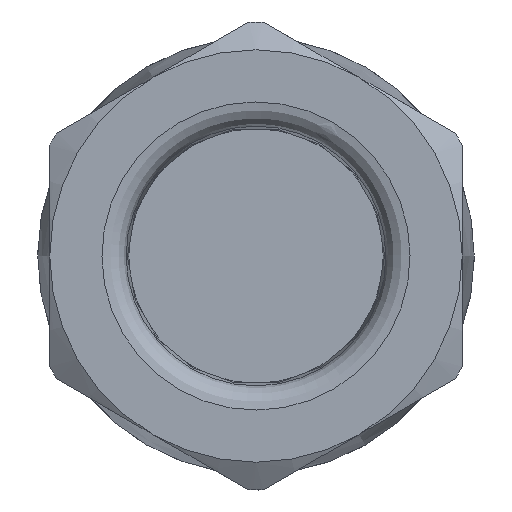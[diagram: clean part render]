
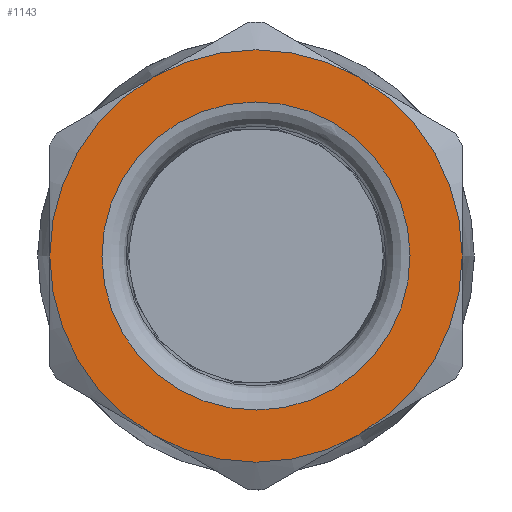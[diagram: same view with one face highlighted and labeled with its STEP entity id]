
A CAD part, left-side view. The second image highlights one B-rep face of the part: STEP entity #1143.
In plain terms, the highlighted planar face has unit normal (-1, 0, 0).
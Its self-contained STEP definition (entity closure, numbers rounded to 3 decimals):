
#802=B_SPLINE_CURVE_WITH_KNOTS('',3,(#4722,#4723,#4724,#4725),
 .UNSPECIFIED.,.F.,.F.,(4,4),(0.,1.),.UNSPECIFIED.);
#807=B_SPLINE_CURVE_WITH_KNOTS('',3,(#4787,#4788,#4789,#4790),
 .UNSPECIFIED.,.F.,.F.,(4,4),(0.,1.),.UNSPECIFIED.);
#812=B_SPLINE_CURVE_WITH_KNOTS('',3,(#4828,#4829,#4830,#4831),
 .UNSPECIFIED.,.F.,.F.,(4,4),(0.,1.),.UNSPECIFIED.);
#818=B_SPLINE_CURVE_WITH_KNOTS('',3,(#4898,#4899,#4900,#4901),
 .UNSPECIFIED.,.F.,.F.,(4,4),(0.,1.),.UNSPECIFIED.);
#820=B_SPLINE_CURVE_WITH_KNOTS('',3,(#4929,#4930,#4931,#4932),
 .UNSPECIFIED.,.F.,.F.,(4,4),(0.,1.),.UNSPECIFIED.);
#822=B_SPLINE_CURVE_WITH_KNOTS('',3,(#4958,#4959,#4960,#4961),
 .UNSPECIFIED.,.F.,.F.,(4,4),(0.,1.),.UNSPECIFIED.);
#1143=ADVANCED_FACE('',(#1283,#1284),#1208,.T.);
#1208=PLANE('',#2669);
#1283=FACE_BOUND('',#1424,.T.);
#1284=FACE_BOUND('',#1425,.T.);
#1424=EDGE_LOOP('',(#1902));
#1425=EDGE_LOOP('',(#1903,#1904,#1905,#1906,#1907,#1908,#1909,#1910,#1911,
#1912,#1913,#1914));
#1902=ORIENTED_EDGE('',*,*,#2345,.T.);
#1903=ORIENTED_EDGE('',*,*,#2396,.T.);
#1904=ORIENTED_EDGE('',*,*,#2394,.F.);
#1905=ORIENTED_EDGE('',*,*,#2348,.T.);
#1906=ORIENTED_EDGE('',*,*,#2362,.F.);
#1907=ORIENTED_EDGE('',*,*,#2363,.T.);
#1908=ORIENTED_EDGE('',*,*,#2372,.F.);
#1909=ORIENTED_EDGE('',*,*,#2397,.T.);
#1910=ORIENTED_EDGE('',*,*,#2398,.F.);
#1911=ORIENTED_EDGE('',*,*,#2399,.T.);
#1912=ORIENTED_EDGE('',*,*,#2378,.F.);
#1913=ORIENTED_EDGE('',*,*,#2380,.T.);
#1914=ORIENTED_EDGE('',*,*,#2389,.F.);
#2110=VERTEX_POINT('',#4605);
#2113=VERTEX_POINT('',#4647);
#2114=VERTEX_POINT('',#4648);
#2123=VERTEX_POINT('',#4721);
#2124=VERTEX_POINT('',#4728);
#2129=VERTEX_POINT('',#4786);
#2132=VERTEX_POINT('',#4827);
#2133=VERTEX_POINT('',#4832);
#2134=VERTEX_POINT('',#4839);
#2139=VERTEX_POINT('',#4897);
#2142=VERTEX_POINT('',#4933);
#2143=VERTEX_POINT('',#4957);
#2144=VERTEX_POINT('',#4962);
#2345=EDGE_CURVE('',#2110,#2110,#2475,.T.);
#2348=EDGE_CURVE('',#2113,#2114,#2478,.T.);
#2362=EDGE_CURVE('',#2123,#2114,#802,.T.);
#2363=EDGE_CURVE('',#2123,#2124,#2483,.T.);
#2372=EDGE_CURVE('',#2129,#2124,#807,.T.);
#2378=EDGE_CURVE('',#2132,#2133,#812,.T.);
#2380=EDGE_CURVE('',#2132,#2134,#2486,.T.);
#2389=EDGE_CURVE('',#2139,#2134,#818,.T.);
#2394=EDGE_CURVE('',#2113,#2142,#820,.T.);
#2396=EDGE_CURVE('',#2139,#2142,#2491,.T.);
#2397=EDGE_CURVE('',#2129,#2143,#2492,.T.);
#2398=EDGE_CURVE('',#2144,#2143,#822,.T.);
#2399=EDGE_CURVE('',#2144,#2133,#2493,.T.);
#2475=CIRCLE('',#2640,6.354);
#2478=CIRCLE('',#2644,8.502);
#2483=CIRCLE('',#2651,8.502);
#2486=CIRCLE('',#2657,8.502);
#2491=CIRCLE('',#2666,8.502);
#2492=CIRCLE('',#2667,8.502);
#2493=CIRCLE('',#2668,8.502);
#2640=AXIS2_PLACEMENT_3D('',#4604,#3059,#3060);
#2644=AXIS2_PLACEMENT_3D('',#4646,#3067,#3068);
#2651=AXIS2_PLACEMENT_3D('',#4727,#3084,#3085);
#2657=AXIS2_PLACEMENT_3D('',#4838,#3099,#3100);
#2666=AXIS2_PLACEMENT_3D('',#4939,#3120,#3121);
#2667=AXIS2_PLACEMENT_3D('',#4956,#3122,#3123);
#2668=AXIS2_PLACEMENT_3D('',#4963,#3124,#3125);
#2669=AXIS2_PLACEMENT_3D('',#4964,#3126,#3127);
#3059=DIRECTION('',(1.,0.,0.));
#3060=DIRECTION('',(0.,-0.496,0.868));
#3067=DIRECTION('',(-1.,0.,0.));
#3068=DIRECTION('',(0.,0.504,0.864));
#3084=DIRECTION('',(-1.,0.,0.));
#3085=DIRECTION('',(0.,1.,-0.005));
#3099=DIRECTION('',(-1.,0.,0.));
#3100=DIRECTION('',(0.,-1.,0.005));
#3120=DIRECTION('',(-1.,0.,0.));
#3121=DIRECTION('',(0.,-0.496,0.868));
#3122=DIRECTION('',(-1.,0.,0.));
#3123=DIRECTION('',(0.,0.496,-0.868));
#3124=DIRECTION('',(-1.,0.,0.));
#3125=DIRECTION('',(0.,-0.504,-0.864));
#3126=DIRECTION('',(-1.,0.,0.));
#3127=DIRECTION('',(0.,0.868,0.496));
#4604=CARTESIAN_POINT('',(-58.45,0.,0.));
#4605=CARTESIAN_POINT('',(-58.45,-3.15,5.518));
#4646=CARTESIAN_POINT('',(-58.45,0.,0.));
#4647=CARTESIAN_POINT('',(-58.45,4.287,7.342));
#4648=CARTESIAN_POINT('',(-58.45,8.502,0.041));
#4721=CARTESIAN_POINT('',(-58.45,8.502,-0.041));
#4722=CARTESIAN_POINT('',(-58.45,8.502,-0.041));
#4723=CARTESIAN_POINT('',(-58.45,8.502,-0.014));
#4724=CARTESIAN_POINT('',(-58.45,8.502,0.014));
#4725=CARTESIAN_POINT('',(-58.45,8.502,0.041));
#4727=CARTESIAN_POINT('',(-58.45,0.,0.));
#4728=CARTESIAN_POINT('',(-58.45,4.287,-7.342));
#4786=CARTESIAN_POINT('',(-58.45,4.215,-7.384));
#4787=CARTESIAN_POINT('',(-58.45,4.215,-7.384));
#4788=CARTESIAN_POINT('',(-58.45,4.239,-7.37));
#4789=CARTESIAN_POINT('',(-58.45,4.263,-7.356));
#4790=CARTESIAN_POINT('',(-58.45,4.287,-7.342));
#4827=CARTESIAN_POINT('',(-58.45,-8.502,0.041));
#4828=CARTESIAN_POINT('',(-58.45,-8.502,0.041));
#4829=CARTESIAN_POINT('',(-58.45,-8.502,0.014));
#4830=CARTESIAN_POINT('',(-58.45,-8.502,-0.014));
#4831=CARTESIAN_POINT('',(-58.45,-8.502,-0.041));
#4832=CARTESIAN_POINT('',(-58.45,-8.502,-0.041));
#4838=CARTESIAN_POINT('',(-58.45,0.,0.));
#4839=CARTESIAN_POINT('',(-58.45,-4.287,7.342));
#4897=CARTESIAN_POINT('',(-58.45,-4.215,7.384));
#4898=CARTESIAN_POINT('',(-58.45,-4.215,7.384));
#4899=CARTESIAN_POINT('',(-58.45,-4.239,7.37));
#4900=CARTESIAN_POINT('',(-58.45,-4.263,7.356));
#4901=CARTESIAN_POINT('',(-58.45,-4.287,7.342));
#4929=CARTESIAN_POINT('',(-58.45,4.287,7.342));
#4930=CARTESIAN_POINT('',(-58.45,4.263,7.356));
#4931=CARTESIAN_POINT('',(-58.45,4.239,7.37));
#4932=CARTESIAN_POINT('',(-58.45,4.215,7.384));
#4933=CARTESIAN_POINT('',(-58.45,4.215,7.384));
#4939=CARTESIAN_POINT('',(-58.45,0.,0.));
#4956=CARTESIAN_POINT('',(-58.45,0.,0.));
#4957=CARTESIAN_POINT('',(-58.45,-4.215,-7.384));
#4958=CARTESIAN_POINT('',(-58.45,-4.287,-7.342));
#4959=CARTESIAN_POINT('',(-58.45,-4.263,-7.356));
#4960=CARTESIAN_POINT('',(-58.45,-4.239,-7.37));
#4961=CARTESIAN_POINT('',(-58.45,-4.215,-7.384));
#4962=CARTESIAN_POINT('',(-58.45,-4.287,-7.342));
#4963=CARTESIAN_POINT('',(-58.45,0.,0.));
#4964=CARTESIAN_POINT('',(-58.45,-14.028,2.791));
